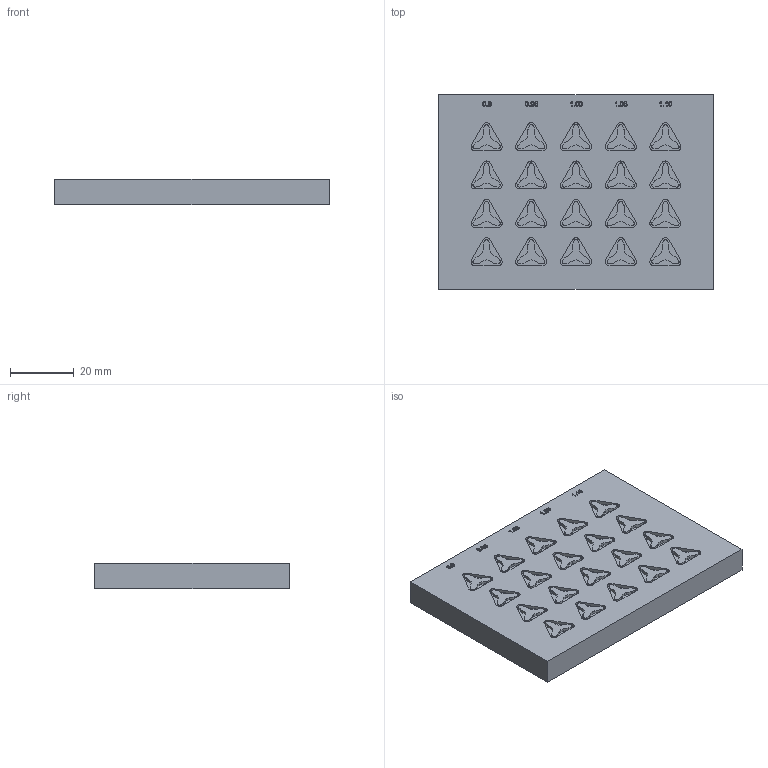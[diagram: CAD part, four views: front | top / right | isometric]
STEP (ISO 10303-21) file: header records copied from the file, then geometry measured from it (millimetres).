
FILE_DESCRIPTION(/* description */ (''),/* implementation_level */ '2;1');
FILE_NAME(/* name */ 'insert_layer_mold v9.step',/* time_stamp */ '2024-05-08T12:29:07-04:00',/* author */ (''),/* organization */ (''),/* preprocessor_version */ 'ST-DEVELOPER v20',/* originating_system */ 'Autodesk Translation Framework v12.20.1.177',/* authorisation */ '');
FILE_SCHEMA (('AUTOMOTIVE_DESIGN { 1 0 10303 214 3 1 1 }'));
Length unit declared in the file: millimetre
Products named in the file (1): insert_layer_mold
Bounding box: 86 x 61 x 8 mm (x, y, z)
Volume: 41408 mm3; surface area: 13991.3 mm2
Topology: 1 solids, 1 shells, 993 faces, 2772 edges, 1848 vertices
Faces by surface type: plane 549, bspline 224, cylinder 220
Entity records: 33899 total; most frequent: CARTESIAN_POINT 9422, ORIENTED_EDGE 5544, DIRECTION 4304, EDGE_CURVE 2772, LINE 1884, VECTOR 1884, VERTEX_POINT 1848, AXIS2_PLACEMENT_3D 1210
